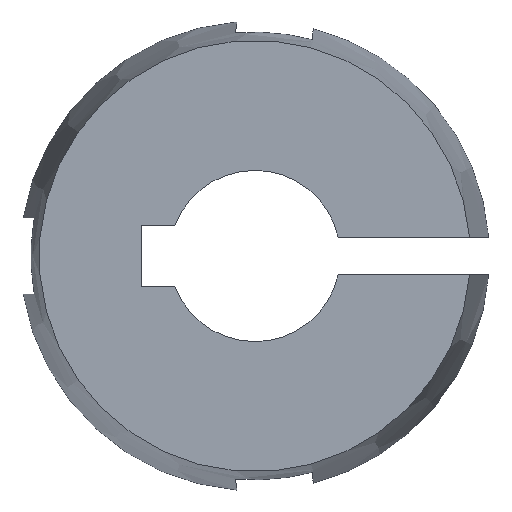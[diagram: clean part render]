
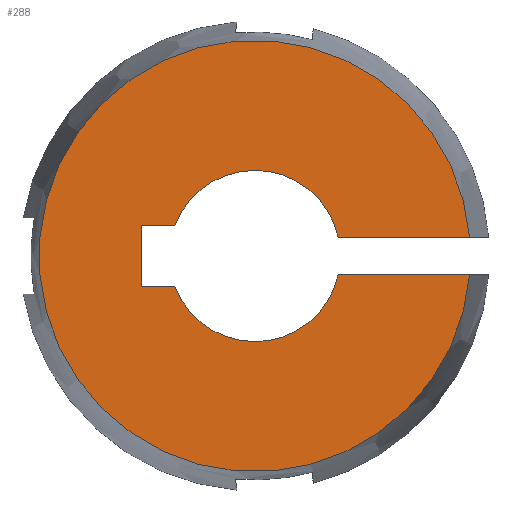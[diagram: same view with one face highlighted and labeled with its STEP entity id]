
A CAD part, left-side view. The second image highlights one B-rep face of the part: STEP entity #288.
In plain terms, the highlighted planar face has unit normal (-1, 0, 0).
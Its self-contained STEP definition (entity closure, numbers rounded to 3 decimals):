
#22=PLANE('',#336);
#47=FACE_OUTER_BOUND('',#63,.T.);
#63=EDGE_LOOP('',(#254,#255,#256,#257,#258,#259,#260,#261));
#73=LINE('',#525,#89);
#76=LINE('',#529,#92);
#77=LINE('',#532,#93);
#80=LINE('',#542,#96);
#81=LINE('',#543,#97);
#89=VECTOR('',#396,1000.);
#92=VECTOR('',#401,1000.);
#93=VECTOR('',#404,1000.);
#96=VECTOR('',#419,1000.);
#97=VECTOR('',#420,1000.);
#99=CIRCLE('',#307,7.);
#102=CIRCLE('',#312,17.638);
#115=CIRCLE('',#335,7.);
#118=VERTEX_POINT('',#430);
#119=VERTEX_POINT('',#432);
#124=VERTEX_POINT('',#455);
#125=VERTEX_POINT('',#456);
#140=VERTEX_POINT('',#523);
#141=VERTEX_POINT('',#524);
#142=VERTEX_POINT('',#531);
#143=VERTEX_POINT('',#538);
#146=EDGE_CURVE('',#119,#118,#99,.T.);
#152=EDGE_CURVE('',#124,#125,#102,.T.);
#176=EDGE_CURVE('',#140,#141,#73,.T.);
#179=EDGE_CURVE('',#118,#140,#76,.T.);
#180=EDGE_CURVE('',#141,#142,#77,.T.);
#183=EDGE_CURVE('',#142,#143,#115,.T.);
#184=EDGE_CURVE('',#143,#124,#80,.T.);
#185=EDGE_CURVE('',#125,#119,#81,.T.);
#254=ORIENTED_EDGE('',*,*,#184,.T.);
#255=ORIENTED_EDGE('',*,*,#152,.T.);
#256=ORIENTED_EDGE('',*,*,#185,.T.);
#257=ORIENTED_EDGE('',*,*,#146,.T.);
#258=ORIENTED_EDGE('',*,*,#179,.T.);
#259=ORIENTED_EDGE('',*,*,#176,.T.);
#260=ORIENTED_EDGE('',*,*,#180,.T.);
#261=ORIENTED_EDGE('',*,*,#183,.T.);
#288=ADVANCED_FACE('',(#47),#22,.T.);
#307=AXIS2_PLACEMENT_3D('',#433,#346,#347);
#312=AXIS2_PLACEMENT_3D('',#457,#357,#358);
#335=AXIS2_PLACEMENT_3D('',#540,#415,#416);
#336=AXIS2_PLACEMENT_3D('',#541,#417,#418);
#346=DIRECTION('center_axis',(1.,0.,0.));
#347=DIRECTION('ref_axis',(0.,0.,-1.));
#357=DIRECTION('center_axis',(-1.,0.,0.));
#358=DIRECTION('ref_axis',(0.,1.,0.));
#396=DIRECTION('',(0.,0.,1.));
#401=DIRECTION('',(0.,1.,0.));
#404=DIRECTION('',(0.,-1.,0.));
#415=DIRECTION('center_axis',(1.,0.,0.));
#416=DIRECTION('ref_axis',(0.,0.,-1.));
#417=DIRECTION('center_axis',(-1.,0.,0.));
#418=DIRECTION('ref_axis',(0.,1.,0.));
#419=DIRECTION('',(0.,-1.,0.));
#420=DIRECTION('',(0.,1.,0.));
#430=CARTESIAN_POINT('',(0.,6.538,-2.5));
#432=CARTESIAN_POINT('',(0.,-6.83,-1.535));
#433=CARTESIAN_POINT('Origin',(0.,0.,0.));
#455=CARTESIAN_POINT('',(0.,-17.571,1.535));
#456=CARTESIAN_POINT('',(0.,-17.571,-1.535));
#457=CARTESIAN_POINT('Origin',(0.,0.,0.));
#523=CARTESIAN_POINT('',(0.,9.3,-2.5));
#524=CARTESIAN_POINT('',(0.,9.3,2.5));
#525=CARTESIAN_POINT('',(0.,9.3,0.));
#529=CARTESIAN_POINT('',(0.,6.735,-2.5));
#531=CARTESIAN_POINT('',(0.,6.538,2.5));
#532=CARTESIAN_POINT('',(0.,6.735,2.5));
#538=CARTESIAN_POINT('',(0.,-6.83,1.535));
#540=CARTESIAN_POINT('Origin',(0.,0.,0.));
#541=CARTESIAN_POINT('Origin',(0.,8.819,0.));
#542=CARTESIAN_POINT('',(0.,-1.347,1.535));
#543=CARTESIAN_POINT('',(0.,-1.347,-1.535));
